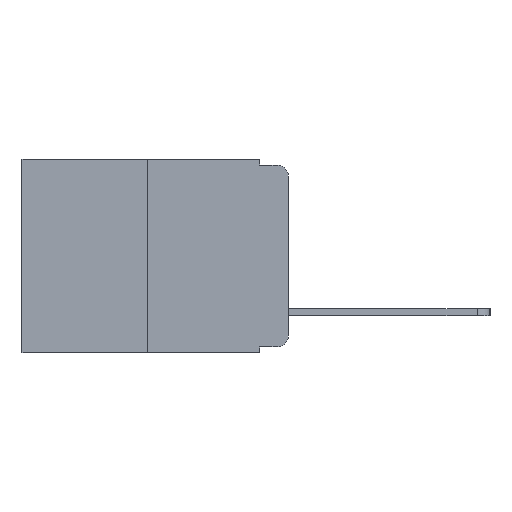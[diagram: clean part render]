
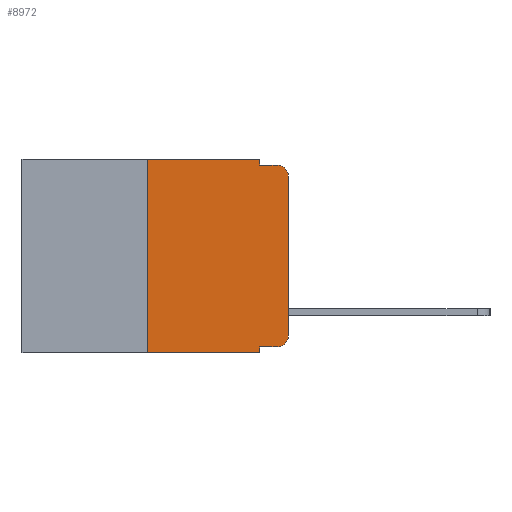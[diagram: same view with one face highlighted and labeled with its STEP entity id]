
A CAD part, left-side view. The second image highlights one B-rep face of the part: STEP entity #8972.
In plain terms, the highlighted planar face has unit normal (-1, 0, 0).
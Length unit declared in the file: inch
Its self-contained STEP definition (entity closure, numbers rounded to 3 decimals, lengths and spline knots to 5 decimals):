
#101 = VERTEX_POINT ( 'NONE', #9701 ) ;
#186 = CARTESIAN_POINT ( 'NONE',  ( 0., 0.051, -0.01 ) ) ;
#234 = VECTOR ( 'NONE', #1210, 39.37008 ) ;
#332 = CARTESIAN_POINT ( 'NONE',  ( 0., 0., -0.03 ) ) ;
#357 = EDGE_CURVE ( 'NONE', #8825, #6380, #727, .T. ) ;
#459 = CIRCLE ( 'NONE', #3903, 0.02 ) ;
#520 = CIRCLE ( 'NONE', #1263, 0.02 ) ;
#727 = LINE ( 'NONE', #5681, #9726 ) ;
#905 = LINE ( 'NONE', #9558, #7300 ) ;
#1036 = LINE ( 'NONE', #2570, #3084 ) ;
#1209 = LINE ( 'NONE', #8179, #234 ) ;
#1210 = DIRECTION ( 'NONE',  ( 0., 0., -1. ) ) ;
#1263 = AXIS2_PLACEMENT_3D ( 'NONE', #8420, #8339, #8304 ) ;
#1323 = VERTEX_POINT ( 'NONE', #332 ) ;
#1681 = ORIENTED_EDGE ( 'NONE', *, *, #4655, .F. ) ;
#1749 = DIRECTION ( 'NONE',  ( 0., -1., 0. ) ) ;
#1843 = EDGE_CURVE ( 'NONE', #6961, #101, #520, .T. ) ;
#1895 = ORIENTED_EDGE ( 'NONE', *, *, #10668, .T. ) ;
#1927 = CARTESIAN_POINT ( 'NONE',  ( 0., 0.473, 0. ) ) ;
#2275 = CARTESIAN_POINT ( 'NONE',  ( 0., 0.051, -0.01 ) ) ;
#2343 = ORIENTED_EDGE ( 'NONE', *, *, #6374, .T. ) ;
#2570 = CARTESIAN_POINT ( 'NONE',  ( 0., 0.473, -0.343 ) ) ;
#2796 = CARTESIAN_POINT ( 'NONE',  ( 0., 0.051, 0. ) ) ;
#3084 = VECTOR ( 'NONE', #11249, 39.37008 ) ;
#3611 = DIRECTION ( 'NONE',  ( 0., 0., -1. ) ) ;
#3903 = AXIS2_PLACEMENT_3D ( 'NONE', #9640, #4410, #10499 ) ;
#3949 = VERTEX_POINT ( 'NONE', #2275 ) ;
#4012 = EDGE_CURVE ( 'NONE', #9687, #10768, #905, .T. ) ;
#4245 = CARTESIAN_POINT ( 'NONE',  ( 0., 0.25, -0.343 ) ) ;
#4271 = AXIS2_PLACEMENT_3D ( 'NONE', #8765, #8811, #3611 ) ;
#4315 = CARTESIAN_POINT ( 'NONE',  ( 0., 0.02, -0.01 ) ) ;
#4410 = DIRECTION ( 'NONE',  ( -1., 0., 0. ) ) ;
#4553 = EDGE_CURVE ( 'NONE', #6380, #7536, #5666, .T. ) ;
#4655 = EDGE_CURVE ( 'NONE', #7536, #3949, #1209, .T. ) ;
#4738 = ORIENTED_EDGE ( 'NONE', *, *, #4012, .F. ) ;
#5130 = FACE_OUTER_BOUND ( 'NONE', #11026, .T. ) ;
#5272 = ORIENTED_EDGE ( 'NONE', *, *, #8893, .T. ) ;
#5463 = CARTESIAN_POINT ( 'NONE',  ( 0., 0.051, -0.333 ) ) ;
#5666 = LINE ( 'NONE', #1927, #6886 ) ;
#5681 = CARTESIAN_POINT ( 'NONE',  ( 0., 0.25, 0. ) ) ;
#5858 = ORIENTED_EDGE ( 'NONE', *, *, #4553, .F. ) ;
#6120 = ORIENTED_EDGE ( 'NONE', *, *, #9936, .T. ) ;
#6147 = PLANE ( 'NONE',  #4271 ) ;
#6226 = VECTOR ( 'NONE', #1749, 39.37008 ) ;
#6374 = EDGE_CURVE ( 'NONE', #1323, #7308, #459, .T. ) ;
#6380 = VERTEX_POINT ( 'NONE', #6980 ) ;
#6500 = LINE ( 'NONE', #8694, #6226 ) ;
#6875 = LINE ( 'NONE', #10229, #11232 ) ;
#6886 = VECTOR ( 'NONE', #7951, 39.37008 ) ;
#6961 = VERTEX_POINT ( 'NONE', #8617 ) ;
#6980 = CARTESIAN_POINT ( 'NONE',  ( 0., 0.25, 0. ) ) ;
#7081 = CARTESIAN_POINT ( 'NONE',  ( 0., 0.051, -0.343 ) ) ;
#7157 = DIRECTION ( 'NONE',  ( 0., -1., 0. ) ) ;
#7300 = VECTOR ( 'NONE', #9723, 39.37008 ) ;
#7308 = VERTEX_POINT ( 'NONE', #4315 ) ;
#7536 = VERTEX_POINT ( 'NONE', #2796 ) ;
#7550 = EDGE_CURVE ( 'NONE', #3949, #7308, #9422, .T. ) ;
#7951 = DIRECTION ( 'NONE',  ( 0., -1., 0. ) ) ;
#8138 = ORIENTED_EDGE ( 'NONE', *, *, #1843, .T. ) ;
#8179 = CARTESIAN_POINT ( 'NONE',  ( 0., 0.051, 0. ) ) ;
#8304 = DIRECTION ( 'NONE',  ( 0., 0., -1. ) ) ;
#8339 = DIRECTION ( 'NONE',  ( -1., 0., 0. ) ) ;
#8420 = CARTESIAN_POINT ( 'NONE',  ( 0., 0.02, -0.313 ) ) ;
#8544 = ORIENTED_EDGE ( 'NONE', *, *, #357, .F. ) ;
#8588 = VECTOR ( 'NONE', #7157, 39.37008 ) ;
#8617 = CARTESIAN_POINT ( 'NONE',  ( 0., 0.02, -0.333 ) ) ;
#8694 = CARTESIAN_POINT ( 'NONE',  ( 0., 0.051, -0.333 ) ) ;
#8765 = CARTESIAN_POINT ( 'NONE',  ( 0., 0.473, 0. ) ) ;
#8811 = DIRECTION ( 'NONE',  ( 1., 0., 0. ) ) ;
#8825 = VERTEX_POINT ( 'NONE', #4245 ) ;
#8893 = EDGE_CURVE ( 'NONE', #9687, #6961, #6500, .T. ) ;
#8972 = ADVANCED_FACE ( 'NONE', ( #5130 ), #6147, .F. ) ;
#9422 = LINE ( 'NONE', #186, #8588 ) ;
#9558 = CARTESIAN_POINT ( 'NONE',  ( 0., 0.051, 0. ) ) ;
#9586 = DIRECTION ( 'NONE',  ( 0., 0., 1. ) ) ;
#9640 = CARTESIAN_POINT ( 'NONE',  ( 0., 0.02, -0.03 ) ) ;
#9687 = VERTEX_POINT ( 'NONE', #5463 ) ;
#9701 = CARTESIAN_POINT ( 'NONE',  ( 0., 0., -0.313 ) ) ;
#9723 = DIRECTION ( 'NONE',  ( 0., 0., -1. ) ) ;
#9726 = VECTOR ( 'NONE', #9586, 39.37008 ) ;
#9839 = ORIENTED_EDGE ( 'NONE', *, *, #7550, .F. ) ;
#9936 = EDGE_CURVE ( 'NONE', #101, #1323, #6875, .T. ) ;
#10229 = CARTESIAN_POINT ( 'NONE',  ( 0., 0., 0. ) ) ;
#10499 = DIRECTION ( 'NONE',  ( 0., 0., -1. ) ) ;
#10668 = EDGE_CURVE ( 'NONE', #8825, #10768, #1036, .T. ) ;
#10768 = VERTEX_POINT ( 'NONE', #7081 ) ;
#11026 = EDGE_LOOP ( 'NONE', ( #6120, #2343, #9839, #1681, #5858, #8544, #1895, #4738, #5272, #8138 ) ) ;
#11084 = DIRECTION ( 'NONE',  ( 0., 0., 1. ) ) ;
#11232 = VECTOR ( 'NONE', #11084, 39.37008 ) ;
#11249 = DIRECTION ( 'NONE',  ( 0., -1., 0. ) ) ;
